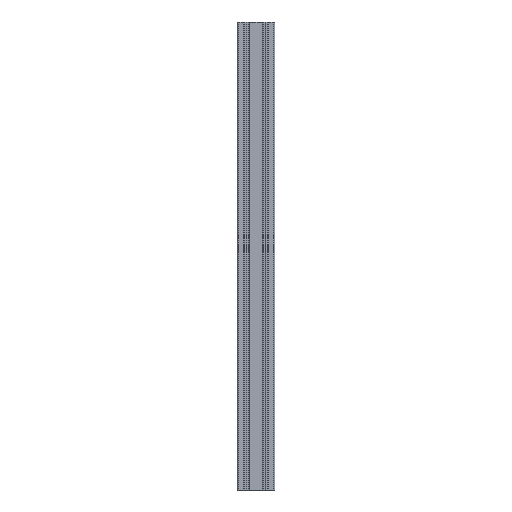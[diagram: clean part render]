
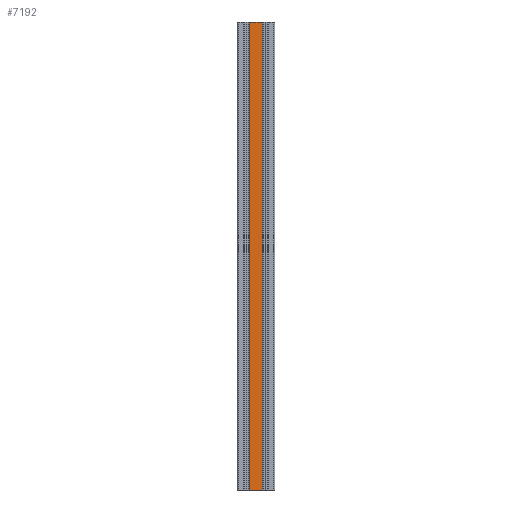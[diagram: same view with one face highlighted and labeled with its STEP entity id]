
A CAD part, front view. The second image highlights one B-rep face of the part: STEP entity #7192.
In plain terms, the highlighted planar face has unit normal (0, -1, 0).
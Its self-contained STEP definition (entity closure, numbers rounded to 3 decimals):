
#462=FACE_OUTER_BOUND('',#835,.T.);
#835=EDGE_LOOP('',(#5921,#5922,#5923,#5924));
#1010=LINE('',#10476,#1722);
#1494=LINE('',#11989,#2206);
#1495=LINE('',#11992,#2207);
#1496=LINE('',#11993,#2208);
#1722=VECTOR('',#8225,10.);
#2206=VECTOR('',#9739,10.);
#2207=VECTOR('',#9742,10.);
#2208=VECTOR('',#9743,10.);
#2860=VERTEX_POINT('',#10473);
#2861=VERTEX_POINT('',#10475);
#3375=VERTEX_POINT('',#11987);
#3376=VERTEX_POINT('',#11991);
#3588=EDGE_CURVE('',#2860,#2861,#1010,.T.);
#4345=EDGE_CURVE('',#2860,#3375,#1494,.T.);
#4346=EDGE_CURVE('',#3376,#3375,#1495,.T.);
#4347=EDGE_CURVE('',#2861,#3376,#1496,.T.);
#5921=ORIENTED_EDGE('',*,*,#4345,.T.);
#5922=ORIENTED_EDGE('',*,*,#4346,.F.);
#5923=ORIENTED_EDGE('',*,*,#4347,.F.);
#5924=ORIENTED_EDGE('',*,*,#3588,.F.);
#6887=PLANE('',#7900);
#7192=ADVANCED_FACE('',(#462),#6887,.T.);
#7900=AXIS2_PLACEMENT_3D('',#11990,#9740,#9741);
#8225=DIRECTION('',(-1.,0.,0.));
#9739=DIRECTION('',(0.,0.,1.));
#9740=DIRECTION('center_axis',(0.,-1.,0.));
#9741=DIRECTION('ref_axis',(1.,0.,0.));
#9742=DIRECTION('',(1.,0.,0.));
#9743=DIRECTION('',(0.,0.,1.));
#10473=CARTESIAN_POINT('',(13.35,-20.,-500.));
#10475=CARTESIAN_POINT('',(-13.35,-20.,-500.));
#10476=CARTESIAN_POINT('',(-13.35,-20.,-500.));
#11987=CARTESIAN_POINT('',(13.35,-20.,500.));
#11989=CARTESIAN_POINT('',(13.35,-20.,0.));
#11990=CARTESIAN_POINT('Origin',(-13.35,-20.,0.));
#11991=CARTESIAN_POINT('',(-13.35,-20.,500.));
#11992=CARTESIAN_POINT('',(-13.35,-20.,500.));
#11993=CARTESIAN_POINT('',(-13.35,-20.,0.));
